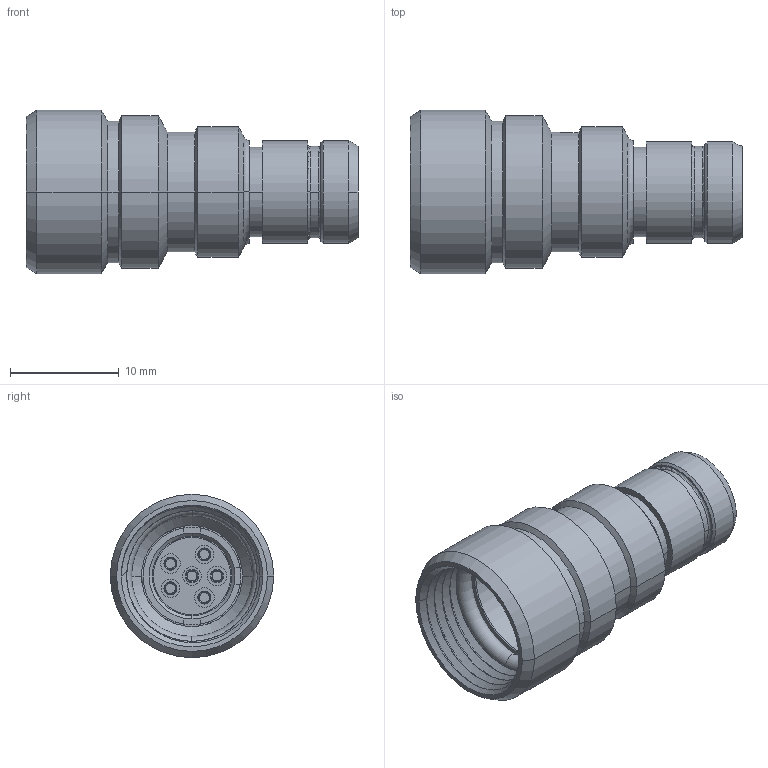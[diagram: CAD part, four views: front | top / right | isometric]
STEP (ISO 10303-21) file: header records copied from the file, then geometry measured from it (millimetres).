
FILE_DESCRIPTION((''),'2;1');
FILE_NAME('1332P006MZ','2024-07-25T14:47:24',('paultorloting'),('NET AG system integration'),'CREO PARAMETRIC BY PTC INC, 2021404','CREO PARAMETRIC BY PTC INC, 2021404','');
FILE_SCHEMA(('AUTOMOTIVE_DESIGN { 1 0 10303 214 1 1 1 1 }'));
Length unit declared in the file: millimetre
Products named in the file (1): 1332P006MZ
Bounding box: 30.5 x 15 x 15 mm (x, y, z)
Volume: 1703.5 mm3; surface area: 2848.4 mm2
Topology: 1 solids, 1 shells, 423 faces, 1022 edges, 654 vertices
Faces by surface type: plane 228, cylinder 109, cone 53, torus 17, bspline 16
Entity records: 16314 total; most frequent: CARTESIAN_POINT 4455, DIRECTION 2133, ORIENTED_EDGE 2044, EDGE_CURVE 1022, AXIS2_PLACEMENT_3D 740, VERTEX_POINT 654, VECTOR 650, LINE 650
